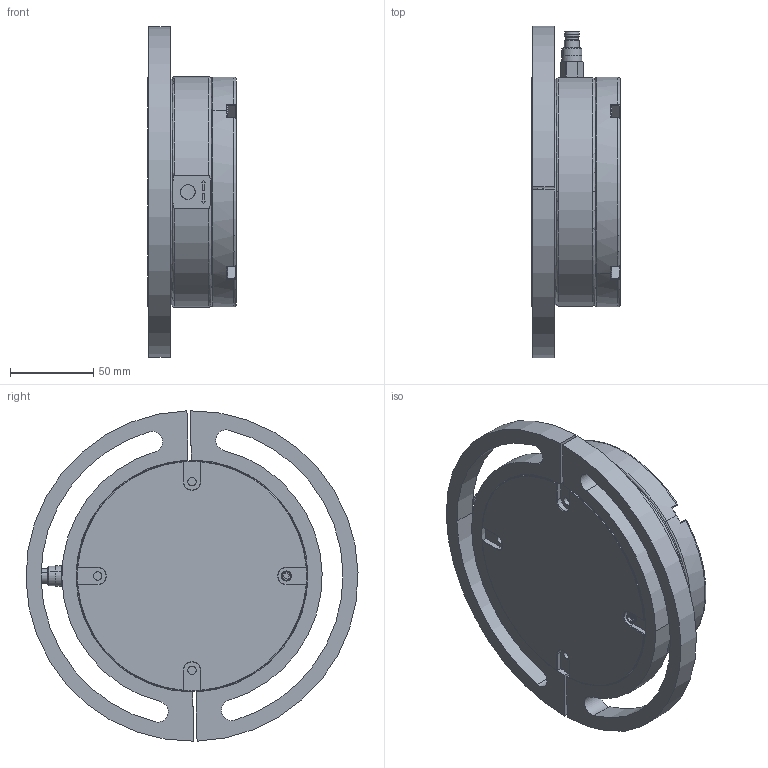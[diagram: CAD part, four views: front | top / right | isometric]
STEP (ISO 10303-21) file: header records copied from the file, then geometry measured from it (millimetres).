
FILE_DESCRIPTION (( 'STEP AP203' ), '1' );
FILE_NAME ('LQTMS-20.STEP', '2020-04-26T02:55:28', ( 'td' ), ( '' ), 'SwSTEP 2.0', 'SolidWorks 2018', '' );
FILE_SCHEMA (( 'CONFIG_CONTROL_DESIGN' ));
Length unit declared in the file: millimetre
Products named in the file (1): LQTMS-20
Bounding box: 53 x 198.96 x 198 mm (x, y, z)
Volume: 843067.1 mm3; surface area: 194551.3 mm2
Topology: 28 solids, 29 shells, 1128 faces, 2599 edges, 1588 vertices
Faces by surface type: plane 436, cylinder 288, torus 187, cone 119, bspline 54, sphere 44
Entity records: 35266 total; most frequent: CARTESIAN_POINT 9575, DIRECTION 5699, ORIENTED_EDGE 5074, EDGE_CURVE 2537, AXIS2_PLACEMENT_3D 2326, VERTEX_POINT 1564, EDGE_LOOP 1287, CIRCLE 1251
